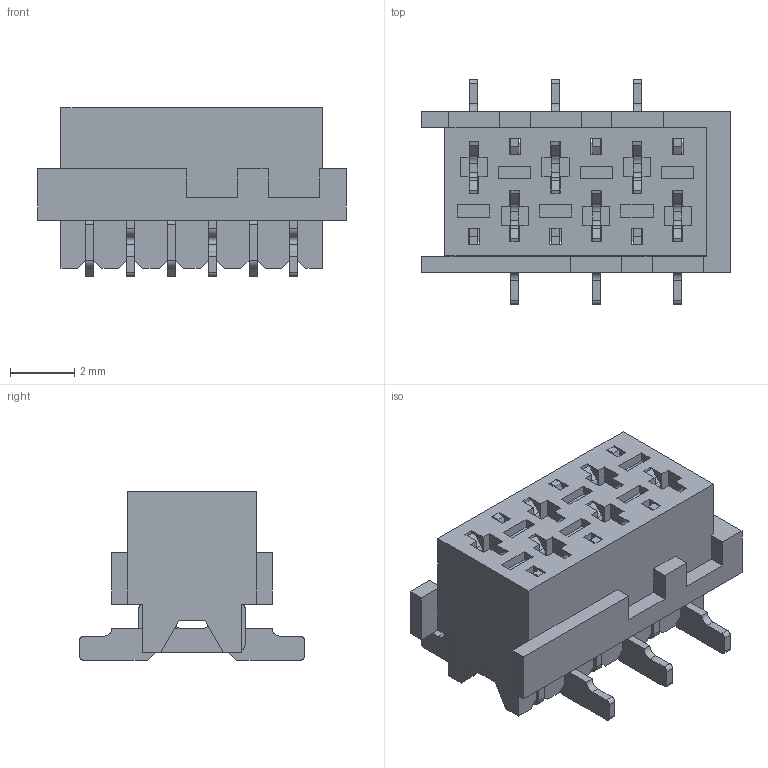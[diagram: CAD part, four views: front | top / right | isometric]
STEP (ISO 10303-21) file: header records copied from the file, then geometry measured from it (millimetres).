
FILE_DESCRIPTION(('CATIA V5 STEP Exchange'),'2;1');
FILE_NAME('690367280676 (rev1).stp','2025-07-08T22:33:39+00:00',('none'),('none'),'CATIA Version 5 Release 17 (IN-10)','CATIA V5 STEP AP214','none');
FILE_SCHEMA(('AUTOMOTIVE_DESIGN { 1 0 10303 214 1 1 1 1 }'));
Length unit declared in the file: millimetre
Products named in the file (3): Assem1; 69036728xx76_PIN; 690367280676
Assembly tree (7 placements, depth 2):
  Assem1
    69036728xx76_PIN  x6
    690367280676
Bounding box: 9.62 x 7 x 5.25 mm (x, y, z)
Volume: 147.3 mm3; surface area: 589.1 mm2
Topology: 7 solids, 7 shells, 534 faces, 1528 edges, 1002 vertices
Faces by surface type: plane 426, cylinder 108
Entity records: 10640 total; most frequent: CARTESIAN_POINT 2242, ORIENTED_EDGE 1826, DIRECTION 1545, EDGE_CURVE 913, VECTOR 877, LINE 877, VERTEX_POINT 592, EDGE_LOOP 337
